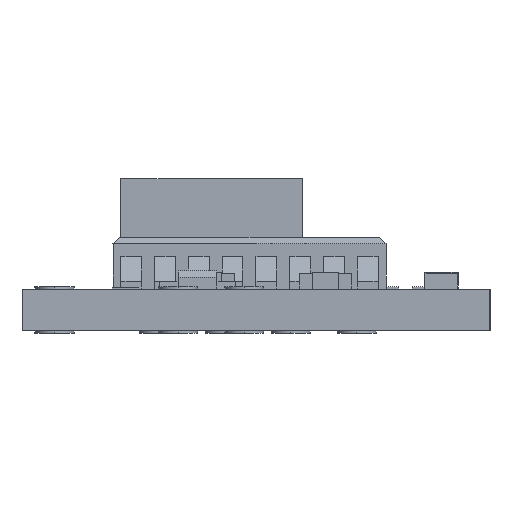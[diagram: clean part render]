
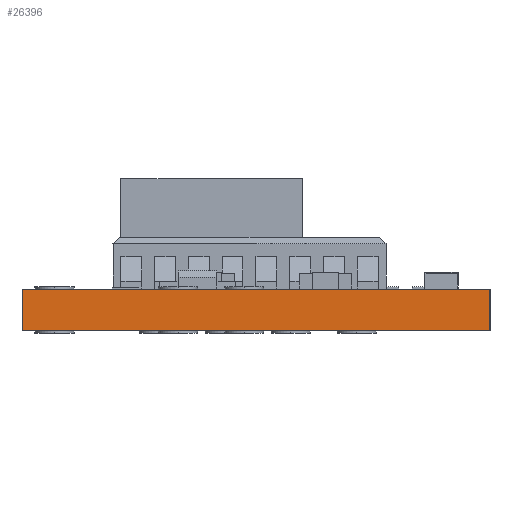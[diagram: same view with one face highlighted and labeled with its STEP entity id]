
A CAD part, left-side view. The second image highlights one B-rep face of the part: STEP entity #26396.
In plain terms, the highlighted planar face has unit normal (-1, 0, 0).
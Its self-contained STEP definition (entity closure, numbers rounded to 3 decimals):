
#1325 = CARTESIAN_POINT ( 'NONE',  ( -20.75, 9., 0. ) ) ;
#1976 = VECTOR ( 'NONE', #20167, 1000. ) ;
#4798 = DIRECTION ( 'NONE',  ( 0., -1., 0. ) ) ;
#5287 = DIRECTION ( 'NONE',  ( 0., 0., -1. ) ) ;
#5662 = LINE ( 'NONE', #17364, #26729 ) ;
#7871 = DIRECTION ( 'NONE',  ( 0., 1., 0. ) ) ;
#7984 = CARTESIAN_POINT ( 'NONE',  ( -20.75, -9., 1.6 ) ) ;
#9574 = FACE_OUTER_BOUND ( 'NONE', #34067, .T. ) ;
#12869 = VERTEX_POINT ( 'NONE', #36895 ) ;
#14996 = LINE ( 'NONE', #32486, #1976 ) ;
#17364 = CARTESIAN_POINT ( 'NONE',  ( -20.75, -9., 1.6 ) ) ;
#17867 = AXIS2_PLACEMENT_3D ( 'NONE', #25144, #28612, #7871 ) ;
#19865 = LINE ( 'NONE', #32368, #37606 ) ;
#19971 = ORIENTED_EDGE ( 'NONE', *, *, #31342, .F. ) ;
#20167 = DIRECTION ( 'NONE',  ( 0., -1., 0. ) ) ;
#21519 = EDGE_CURVE ( 'NONE', #31467, #27534, #14996, .T. ) ;
#24004 = ORIENTED_EDGE ( 'NONE', *, *, #21519, .F. ) ;
#25140 = LINE ( 'NONE', #1325, #32230 ) ;
#25144 = CARTESIAN_POINT ( 'NONE',  ( -20.75, 9., 1.6 ) ) ;
#26396 = ADVANCED_FACE ( 'NONE', ( #9574 ), #30173, .F. ) ;
#26729 = VECTOR ( 'NONE', #29092, 1000. ) ;
#27534 = VERTEX_POINT ( 'NONE', #7984 ) ;
#27685 = EDGE_CURVE ( 'NONE', #31467, #28710, #19865, .T. ) ;
#28612 = DIRECTION ( 'NONE',  ( 1., 0., 0. ) ) ;
#28710 = VERTEX_POINT ( 'NONE', #35759 ) ;
#29092 = DIRECTION ( 'NONE',  ( 0., 0., -1. ) ) ;
#29738 = ORIENTED_EDGE ( 'NONE', *, *, #30953, .T. ) ;
#29851 = CARTESIAN_POINT ( 'NONE',  ( -20.75, 9., 1.6 ) ) ;
#30173 = PLANE ( 'NONE',  #17867 ) ;
#30953 = EDGE_CURVE ( 'NONE', #28710, #12869, #25140, .T. ) ;
#31342 = EDGE_CURVE ( 'NONE', #27534, #12869, #5662, .T. ) ;
#31467 = VERTEX_POINT ( 'NONE', #29851 ) ;
#32230 = VECTOR ( 'NONE', #4798, 1000. ) ;
#32368 = CARTESIAN_POINT ( 'NONE',  ( -20.75, 9., 1.6 ) ) ;
#32486 = CARTESIAN_POINT ( 'NONE',  ( -20.75, 9., 1.6 ) ) ;
#32897 = ORIENTED_EDGE ( 'NONE', *, *, #27685, .T. ) ;
#34067 = EDGE_LOOP ( 'NONE', ( #29738, #19971, #24004, #32897 ) ) ;
#35759 = CARTESIAN_POINT ( 'NONE',  ( -20.75, 9., 0. ) ) ;
#36895 = CARTESIAN_POINT ( 'NONE',  ( -20.75, -9., 0. ) ) ;
#37606 = VECTOR ( 'NONE', #5287, 1000. ) ;
